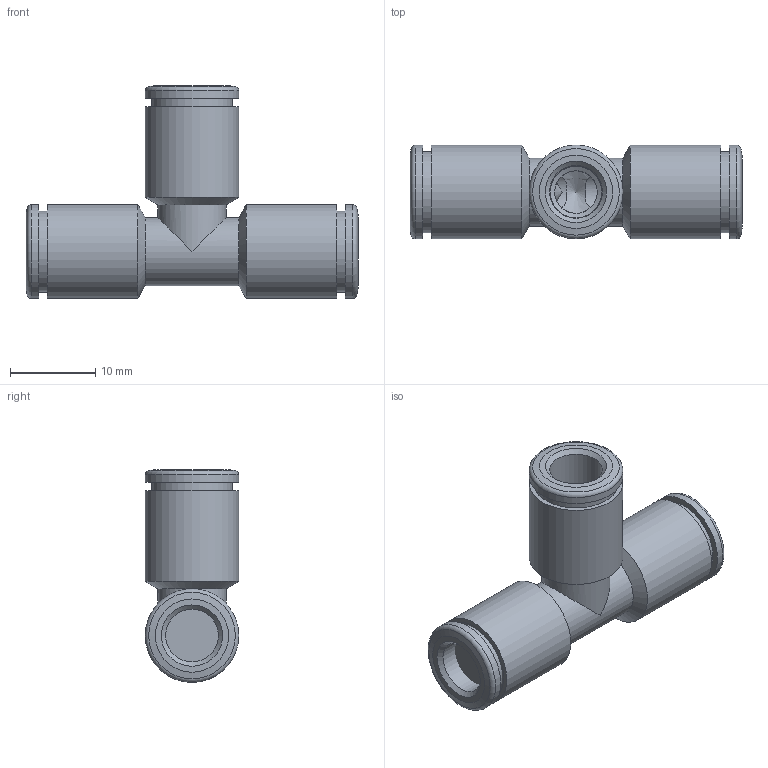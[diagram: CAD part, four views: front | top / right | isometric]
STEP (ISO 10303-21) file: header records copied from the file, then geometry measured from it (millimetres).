
FILE_DESCRIPTION(/* description */ (''),/* implementation_level */ '2;1');
FILE_NAME(/* name */ 'V200503_IPSO_05FKM_6_31.07.2015',/* time_stamp */ '2015-07-31T11:50:41+02:00',/* author */ (''),/* organization */ ('sopra-pneumatic'),/* preprocessor_version */ 'ST-DEVELOPER v14',/* originating_system */ 'HiCAD 2013 1802.4 Build 509',/* authorisation */ '');
FILE_SCHEMA (('AUTOMOTIVE_DESIGN { 1 0 10303 214 1 1 1 1 }'));
Length unit declared in the file: millimetre
Products named in the file (6): Root; INLET_6_NEU; R200503-i1; DR6_NEU
Assembly tree (5 placements, depth 2):
  Root
    INLET_6_NEU
    R200503-i1
    DR6_NEU
    DR6_NEU
    DR6_NEU
Bounding box: 39 x 11 x 25 mm (x, y, z)
Volume: 3132 mm3; surface area: 5048.9 mm2
Topology: 5 solids, 5 shells, 86 faces, 173 edges, 101 vertices
Faces by surface type: cylinder 34, cone 32, plane 17, torus 3
Full cylindrical faces by diameter (mm): 5 x3, 6.1 x4, 6.2 x3, 8 x2, 8.3 x3, 9 x4, 9.5 x3, 9.6 x4, 11 x6
Entity records: 2989 total; most frequent: CARTESIAN_POINT 431, DIRECTION 372, PRESENTATION_STYLE_ASSIGNMENT 189, AXIS2_PLACEMENT_3D 186, COLOUR_RGB 185, DRAUGHTING_PRE_DEFINED_CURVE_FONT 184, CURVE_STYLE 184, OVER_RIDING_STYLED_ITEM 184
